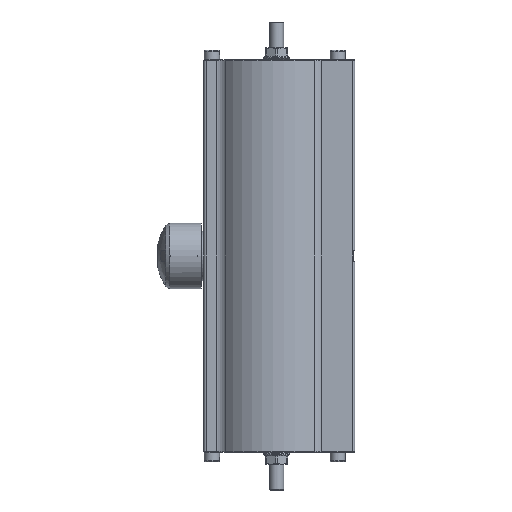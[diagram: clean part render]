
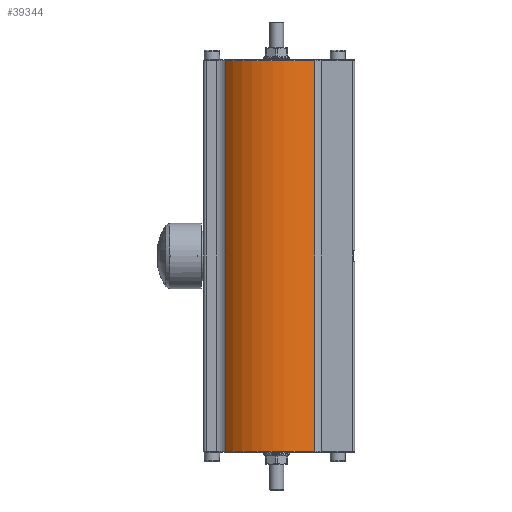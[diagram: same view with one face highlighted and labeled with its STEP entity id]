
A CAD part, left-side view. The second image highlights one B-rep face of the part: STEP entity #39344.
In plain terms, the highlighted cylindrical face has radius 57 mm (diameter 114 mm), a partial arc.
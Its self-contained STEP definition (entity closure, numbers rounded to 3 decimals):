
#3811=LINE('',#73875,#6525);
#3812=LINE('',#73877,#6526);
#6525=VECTOR('',#52360,10.);
#6526=VECTOR('',#52363,10.);
#12529=FACE_OUTER_BOUND('',#15152,.T.);
#15152=EDGE_LOOP('',(#35341,#35342,#35343,#35344));
#16616=CIRCLE('',#41971,57.);
#16949=CIRCLE('',#42635,57.);
#19676=VERTEX_POINT('',#68284);
#19677=VERTEX_POINT('',#68286);
#20266=VERTEX_POINT('',#73062);
#20267=VERTEX_POINT('',#73064);
#24234=EDGE_CURVE('',#19677,#19676,#16616,.T.);
#25221=EDGE_CURVE('',#20267,#20266,#16949,.T.);
#25479=EDGE_CURVE('',#19676,#20266,#3811,.T.);
#25480=EDGE_CURVE('',#19677,#20267,#3812,.T.);
#35341=ORIENTED_EDGE('',*,*,#25480,.F.);
#35342=ORIENTED_EDGE('',*,*,#24234,.T.);
#35343=ORIENTED_EDGE('',*,*,#25479,.T.);
#35344=ORIENTED_EDGE('',*,*,#25221,.F.);
#37292=CYLINDRICAL_SURFACE('',#42921,57.);
#39344=ADVANCED_FACE('',(#12529),#37292,.T.);
#41971=AXIS2_PLACEMENT_3D('',#68287,#49901,#49902);
#42635=AXIS2_PLACEMENT_3D('',#73066,#51680,#51681);
#42921=AXIS2_PLACEMENT_3D('',#73876,#52361,#52362);
#49901=DIRECTION('center_axis',(0.,0.,
1.));
#49902=DIRECTION('ref_axis',(-0.991,0.133,0.));
#51680=DIRECTION('center_axis',(0.,0.,
1.));
#51681=DIRECTION('ref_axis',(-0.991,0.133,0.));
#52360=DIRECTION('',(0.,0.,1.));
#52361=DIRECTION('center_axis',(0.,0.,1.));
#52362=DIRECTION('ref_axis',(-0.642,0.767,0.));
#52363=DIRECTION('',(0.,0.,1.));
#68284=CARTESIAN_POINT('',(-46.791,-32.551,-166.));
#68286=CARTESIAN_POINT('',(-36.582,43.712,-166.));
#68287=CARTESIAN_POINT('Origin',(0.,0.,
-166.));
#73062=CARTESIAN_POINT('',(-46.791,-32.551,166.));
#73064=CARTESIAN_POINT('',(-36.582,43.712,166.));
#73066=CARTESIAN_POINT('Origin',(0.,0.,
166.));
#73875=CARTESIAN_POINT('',(-46.791,-32.551,0.));
#73876=CARTESIAN_POINT('Origin',(0.,0.,0.));
#73877=CARTESIAN_POINT('',(-36.582,43.712,0.));
